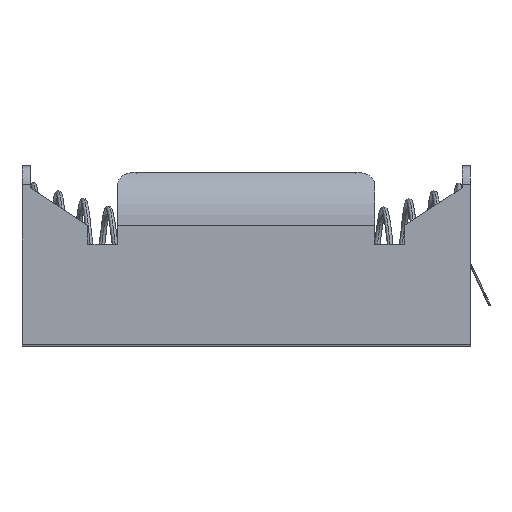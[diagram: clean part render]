
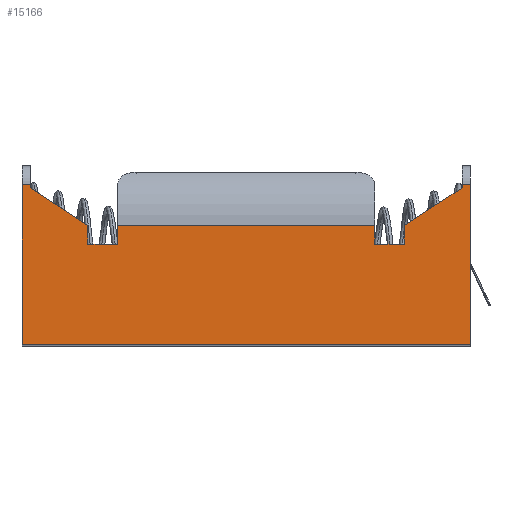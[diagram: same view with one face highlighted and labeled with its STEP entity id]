
A CAD part, top view. The second image highlights one B-rep face of the part: STEP entity #15166.
In plain terms, the highlighted planar face has unit normal (0, 0, 1).
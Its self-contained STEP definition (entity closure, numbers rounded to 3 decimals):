
#182 = VECTOR ( 'NONE', #9928, 1000. ) ;
#348 = CARTESIAN_POINT ( 'NONE',  ( 0., 16., 68.75 ) ) ;
#842 = CARTESIAN_POINT ( 'NONE',  ( 25.25, 16., 68.75 ) ) ;
#905 = ORIENTED_EDGE ( 'NONE', *, *, #21377, .T. ) ;
#1094 = CARTESIAN_POINT ( 'NONE',  ( 35.75, 0., 68.75 ) ) ;
#1325 = VECTOR ( 'NONE', #21569, 1000. ) ;
#1629 = PLANE ( 'NONE',  #3759 ) ;
#1939 = EDGE_CURVE ( 'NONE', #23609, #13895, #19799, .T. ) ;
#2226 = EDGE_CURVE ( 'NONE', #12966, #19505, #18163, .T. ) ;
#2342 = VERTEX_POINT ( 'NONE', #14800 ) ;
#2408 = EDGE_CURVE ( 'NONE', #9972, #20296, #8556, .T. ) ;
#2798 = DIRECTION ( 'NONE',  ( 0., -1., 0. ) ) ;
#3588 = CARTESIAN_POINT ( 'NONE',  ( 35.75, 28.5, 68.75 ) ) ;
#3759 = AXIS2_PLACEMENT_3D ( 'NONE', #18142, #7711, #16022 ) ;
#4085 = ORIENTED_EDGE ( 'NONE', *, *, #5895, .T. ) ;
#4417 = CARTESIAN_POINT ( 'NONE',  ( -25.25, 0., 68.75 ) ) ;
#4711 = FACE_OUTER_BOUND ( 'NONE', #17092, .T. ) ;
#4866 = VECTOR ( 'NONE', #9030, 1000. ) ;
#4915 = LINE ( 'NONE', #26442, #15464 ) ;
#5061 = VECTOR ( 'NONE', #23383, 1000. ) ;
#5134 = ORIENTED_EDGE ( 'NONE', *, *, #17109, .F. ) ;
#5158 = VERTEX_POINT ( 'NONE', #1094 ) ;
#5164 = LINE ( 'NONE', #18485, #21330 ) ;
#5872 = CARTESIAN_POINT ( 'NONE',  ( -35.75, 25.5, 68.75 ) ) ;
#5895 = EDGE_CURVE ( 'NONE', #20341, #5158, #11840, .T. ) ;
#5978 = DIRECTION ( 'NONE',  ( 0., -1., 0. ) ) ;
#6050 = CARTESIAN_POINT ( 'NONE',  ( -20.5, 19., 68.75 ) ) ;
#6371 = EDGE_CURVE ( 'NONE', #23094, #19505, #9816, .T. ) ;
#6590 = DIRECTION ( 'NONE',  ( 0.838, -0.546, 0. ) ) ;
#6792 = VERTEX_POINT ( 'NONE', #27351 ) ;
#7023 = VECTOR ( 'NONE', #24440, 1000. ) ;
#7033 = ORIENTED_EDGE ( 'NONE', *, *, #2408, .F. ) ;
#7119 = CARTESIAN_POINT ( 'NONE',  ( -34.45, 25.5, 68.75 ) ) ;
#7601 = VECTOR ( 'NONE', #9379, 1000. ) ;
#7711 = DIRECTION ( 'NONE',  ( 0., 0., -1. ) ) ;
#8039 = DIRECTION ( 'NONE',  ( 0., -1., 0. ) ) ;
#8135 = CARTESIAN_POINT ( 'NONE',  ( 34.45, 25., 68.75 ) ) ;
#8338 = ORIENTED_EDGE ( 'NONE', *, *, #12163, .T. ) ;
#8459 = VERTEX_POINT ( 'NONE', #19677 ) ;
#8497 = ORIENTED_EDGE ( 'NONE', *, *, #1939, .T. ) ;
#8556 = LINE ( 'NONE', #15158, #11233 ) ;
#8736 = ORIENTED_EDGE ( 'NONE', *, *, #9316, .T. ) ;
#8755 = DIRECTION ( 'NONE',  ( 0., -1., 0. ) ) ;
#8806 = CARTESIAN_POINT ( 'NONE',  ( 0., 16., 68.75 ) ) ;
#8811 = EDGE_CURVE ( 'NONE', #13665, #20341, #5164, .T. ) ;
#9030 = DIRECTION ( 'NONE',  ( 0., -1., 0. ) ) ;
#9099 = ORIENTED_EDGE ( 'NONE', *, *, #2226, .F. ) ;
#9316 = EDGE_CURVE ( 'NONE', #24224, #23094, #11764, .T. ) ;
#9379 = DIRECTION ( 'NONE',  ( -1., 0., 0. ) ) ;
#9628 = CARTESIAN_POINT ( 'NONE',  ( 0., 19., 68.75 ) ) ;
#9816 = LINE ( 'NONE', #25786, #4866 ) ;
#9928 = DIRECTION ( 'NONE',  ( -0.838, -0.546, 0. ) ) ;
#9972 = VERTEX_POINT ( 'NONE', #7119 ) ;
#10751 = CARTESIAN_POINT ( 'NONE',  ( 34.45, 25.5, 68.75 ) ) ;
#11233 = VECTOR ( 'NONE', #2798, 1000. ) ;
#11443 = EDGE_CURVE ( 'NONE', #8459, #2342, #23258, .T. ) ;
#11637 = DIRECTION ( 'NONE',  ( 0., 1., 0. ) ) ;
#11764 = LINE ( 'NONE', #26682, #182 ) ;
#11840 = LINE ( 'NONE', #16621, #25740 ) ;
#12163 = EDGE_CURVE ( 'NONE', #13895, #24224, #20861, .T. ) ;
#12966 = VERTEX_POINT ( 'NONE', #25493 ) ;
#13574 = VECTOR ( 'NONE', #5978, 1000. ) ;
#13580 = VECTOR ( 'NONE', #6590, 1000. ) ;
#13615 = DIRECTION ( 'NONE',  ( -1., 0., 0. ) ) ;
#13665 = VERTEX_POINT ( 'NONE', #5872 ) ;
#13895 = VERTEX_POINT ( 'NONE', #10751 ) ;
#14596 = EDGE_CURVE ( 'NONE', #20980, #14622, #24577, .T. ) ;
#14622 = VERTEX_POINT ( 'NONE', #20239 ) ;
#14793 = ORIENTED_EDGE ( 'NONE', *, *, #16245, .F. ) ;
#14800 = CARTESIAN_POINT ( 'NONE',  ( -25.25, 16., 68.75 ) ) ;
#15158 = CARTESIAN_POINT ( 'NONE',  ( -34.45, 0., 68.75 ) ) ;
#15166 = ADVANCED_FACE ( 'NONE', ( #4711 ), #1629, .F. ) ;
#15464 = VECTOR ( 'NONE', #11637, 1000. ) ;
#15676 = ORIENTED_EDGE ( 'NONE', *, *, #27392, .F. ) ;
#16022 = DIRECTION ( 'NONE',  ( -1., 0., 0. ) ) ;
#16245 = EDGE_CURVE ( 'NONE', #23609, #5158, #23174, .T. ) ;
#16542 = CARTESIAN_POINT ( 'NONE',  ( 25.25, 19., 68.75 ) ) ;
#16621 = CARTESIAN_POINT ( 'NONE',  ( 0., 0., 68.75 ) ) ;
#16709 = DIRECTION ( 'NONE',  ( 0., 1., 0. ) ) ;
#16899 = VECTOR ( 'NONE', #8755, 1000. ) ;
#17092 = EDGE_LOOP ( 'NONE', ( #5134, #7033, #905, #21094, #4085, #14793, #8497, #8338, #8736, #25108, #9099, #18986, #22480, #25317, #15676, #26089 ) ) ;
#17109 = EDGE_CURVE ( 'NONE', #20296, #8459, #24851, .T. ) ;
#17225 = DIRECTION ( 'NONE',  ( 1., 0., 0. ) ) ;
#17425 = VECTOR ( 'NONE', #17225, 1000. ) ;
#17609 = CARTESIAN_POINT ( 'NONE',  ( -34.45, 25., 68.75 ) ) ;
#18142 = CARTESIAN_POINT ( 'NONE',  ( 0., 28.5, 68.75 ) ) ;
#18163 = LINE ( 'NONE', #8806, #1325 ) ;
#18170 = VECTOR ( 'NONE', #16709, 1000. ) ;
#18485 = CARTESIAN_POINT ( 'NONE',  ( -35.75, 28.5, 68.75 ) ) ;
#18739 = LINE ( 'NONE', #348, #17425 ) ;
#18986 = ORIENTED_EDGE ( 'NONE', *, *, #26772, .T. ) ;
#19283 = CARTESIAN_POINT ( 'NONE',  ( 34.45, 0., 68.75 ) ) ;
#19358 = LINE ( 'NONE', #26676, #26009 ) ;
#19505 = VERTEX_POINT ( 'NONE', #842 ) ;
#19620 = CARTESIAN_POINT ( 'NONE',  ( -35.75, 25.5, 68.75 ) ) ;
#19677 = CARTESIAN_POINT ( 'NONE',  ( -25.25, 19., 68.75 ) ) ;
#19799 = LINE ( 'NONE', #19620, #7601 ) ;
#20239 = CARTESIAN_POINT ( 'NONE',  ( 20.5, 19., 68.75 ) ) ;
#20296 = VERTEX_POINT ( 'NONE', #17609 ) ;
#20341 = VERTEX_POINT ( 'NONE', #21678 ) ;
#20861 = LINE ( 'NONE', #19283, #16899 ) ;
#20980 = VERTEX_POINT ( 'NONE', #6050 ) ;
#21094 = ORIENTED_EDGE ( 'NONE', *, *, #8811, .T. ) ;
#21330 = VECTOR ( 'NONE', #8039, 1000. ) ;
#21357 = CARTESIAN_POINT ( 'NONE',  ( 1.159, 1.777, 68.75 ) ) ;
#21377 = EDGE_CURVE ( 'NONE', #9972, #13665, #19358, .T. ) ;
#21569 = DIRECTION ( 'NONE',  ( 1., 0., 0. ) ) ;
#21678 = CARTESIAN_POINT ( 'NONE',  ( -35.75, 0., 68.75 ) ) ;
#22480 = ORIENTED_EDGE ( 'NONE', *, *, #14596, .F. ) ;
#22854 = LINE ( 'NONE', #24982, #18170 ) ;
#23094 = VERTEX_POINT ( 'NONE', #16542 ) ;
#23174 = LINE ( 'NONE', #3588, #13574 ) ;
#23258 = LINE ( 'NONE', #4417, #5061 ) ;
#23383 = DIRECTION ( 'NONE',  ( 0., -1., 0. ) ) ;
#23609 = VERTEX_POINT ( 'NONE', #25741 ) ;
#24090 = EDGE_CURVE ( 'NONE', #6792, #20980, #22854, .T. ) ;
#24224 = VERTEX_POINT ( 'NONE', #8135 ) ;
#24440 = DIRECTION ( 'NONE',  ( 1., 0., 0. ) ) ;
#24577 = LINE ( 'NONE', #9628, #7023 ) ;
#24791 = DIRECTION ( 'NONE',  ( 1., 0., 0. ) ) ;
#24851 = LINE ( 'NONE', #21357, #13580 ) ;
#24982 = CARTESIAN_POINT ( 'NONE',  ( -20.5, 0., 68.75 ) ) ;
#25108 = ORIENTED_EDGE ( 'NONE', *, *, #6371, .T. ) ;
#25317 = ORIENTED_EDGE ( 'NONE', *, *, #24090, .F. ) ;
#25493 = CARTESIAN_POINT ( 'NONE',  ( 20.5, 16., 68.75 ) ) ;
#25740 = VECTOR ( 'NONE', #24791, 1000. ) ;
#25741 = CARTESIAN_POINT ( 'NONE',  ( 35.75, 25.5, 68.75 ) ) ;
#25786 = CARTESIAN_POINT ( 'NONE',  ( 25.25, 0., 68.75 ) ) ;
#26009 = VECTOR ( 'NONE', #13615, 1000. ) ;
#26089 = ORIENTED_EDGE ( 'NONE', *, *, #11443, .F. ) ;
#26442 = CARTESIAN_POINT ( 'NONE',  ( 20.5, 0., 68.75 ) ) ;
#26676 = CARTESIAN_POINT ( 'NONE',  ( -35.75, 25.5, 68.75 ) ) ;
#26682 = CARTESIAN_POINT ( 'NONE',  ( -1.159, 1.777, 68.75 ) ) ;
#26772 = EDGE_CURVE ( 'NONE', #12966, #14622, #4915, .T. ) ;
#27351 = CARTESIAN_POINT ( 'NONE',  ( -20.5, 16., 68.75 ) ) ;
#27392 = EDGE_CURVE ( 'NONE', #2342, #6792, #18739, .T. ) ;
